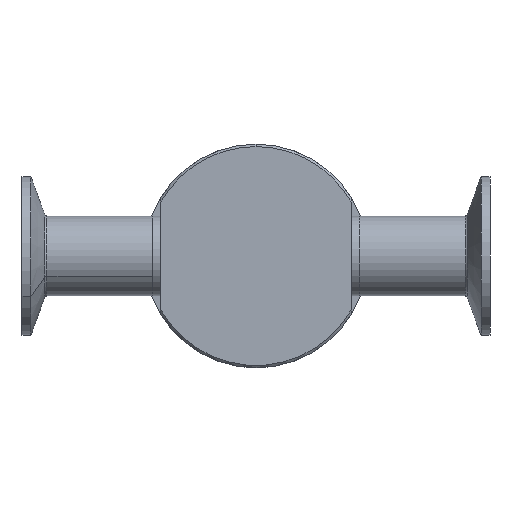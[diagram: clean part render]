
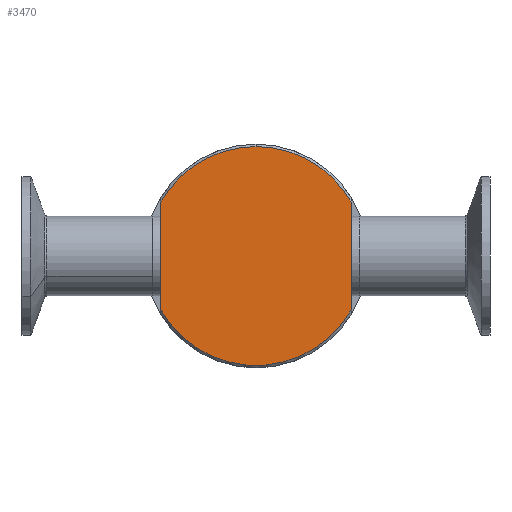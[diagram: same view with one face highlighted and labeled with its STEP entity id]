
A CAD part, front view. The second image highlights one B-rep face of the part: STEP entity #3470.
In plain terms, the highlighted planar face has unit normal (0, -1, 0).
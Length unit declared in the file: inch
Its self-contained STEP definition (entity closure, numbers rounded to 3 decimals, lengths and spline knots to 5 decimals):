
#190 = DIRECTION ( 'NONE',  ( 0., 0., -1. ) ) ;
#247 = EDGE_CURVE ( 'NONE', #318, #1123, #944, .T. ) ;
#318 = VERTEX_POINT ( 'NONE', #3389 ) ;
#511 = EDGE_CURVE ( 'NONE', #633, #3848, #4871, .T. ) ;
#633 = VERTEX_POINT ( 'NONE', #5121 ) ;
#891 = EDGE_CURVE ( 'NONE', #3848, #318, #5103, .T. ) ;
#944 = LINE ( 'NONE', #1179, #4038 ) ;
#951 = DIRECTION ( 'NONE',  ( 0., 1., 0. ) ) ;
#1123 = VERTEX_POINT ( 'NONE', #4074 ) ;
#1131 = DIRECTION ( 'NONE',  ( 0., 0., 1. ) ) ;
#1179 = CARTESIAN_POINT ( 'NONE',  ( 1.2, 0., 0. ) ) ;
#1204 = EDGE_LOOP ( 'NONE', ( #1461, #1795, #3567, #3840, #5133 ) ) ;
#1208 = CARTESIAN_POINT ( 'NONE',  ( -1.2, 0., 0. ) ) ;
#1245 = AXIS2_PLACEMENT_3D ( 'NONE', #2768, #2860, #5243 ) ;
#1431 = PLANE ( 'NONE',  #5385 ) ;
#1461 = ORIENTED_EDGE ( 'NONE', *, *, #891, .T. ) ;
#1795 = ORIENTED_EDGE ( 'NONE', *, *, #247, .T. ) ;
#2542 = DIRECTION ( 'NONE',  ( 0., 0., 1. ) ) ;
#2599 = VECTOR ( 'NONE', #190, 39.37008 ) ;
#2601 = DIRECTION ( 'NONE',  ( 0., -1., 0. ) ) ;
#2768 = CARTESIAN_POINT ( 'NONE',  ( 0., 0., 0. ) ) ;
#2860 = DIRECTION ( 'NONE',  ( 0., -1., 0. ) ) ;
#3003 = DIRECTION ( 'NONE',  ( 0., -1., 0. ) ) ;
#3380 = EDGE_CURVE ( 'NONE', #1123, #4670, #4530, .T. ) ;
#3389 = CARTESIAN_POINT ( 'NONE',  ( 1.2, 0., -0.66098 ) ) ;
#3470 = ADVANCED_FACE ( 'NONE', ( #5692 ), #1431, .F. ) ;
#3567 = ORIENTED_EDGE ( 'NONE', *, *, #3380, .T. ) ;
#3840 = ORIENTED_EDGE ( 'NONE', *, *, #5130, .T. ) ;
#3848 = VERTEX_POINT ( 'NONE', #4212 ) ;
#4038 = VECTOR ( 'NONE', #6058, 39.37008 ) ;
#4074 = CARTESIAN_POINT ( 'NONE',  ( 1.2, 0., 0.66098 ) ) ;
#4094 = AXIS2_PLACEMENT_3D ( 'NONE', #5987, #3003, #2542 ) ;
#4212 = CARTESIAN_POINT ( 'NONE',  ( -1.2, 0., -0.66098 ) ) ;
#4379 = CIRCLE ( 'NONE', #4094, 1.37 ) ;
#4409 = CARTESIAN_POINT ( 'NONE',  ( 0., 0., 0. ) ) ;
#4530 = CIRCLE ( 'NONE', #1245, 1.37 ) ;
#4670 = VERTEX_POINT ( 'NONE', #5979 ) ;
#4871 = LINE ( 'NONE', #1208, #2599 ) ;
#5103 = CIRCLE ( 'NONE', #6188, 1.37 ) ;
#5121 = CARTESIAN_POINT ( 'NONE',  ( -1.2, 0., 0.66098 ) ) ;
#5130 = EDGE_CURVE ( 'NONE', #4670, #633, #4379, .T. ) ;
#5133 = ORIENTED_EDGE ( 'NONE', *, *, #511, .T. ) ;
#5243 = DIRECTION ( 'NONE',  ( 0., 0., 1. ) ) ;
#5385 = AXIS2_PLACEMENT_3D ( 'NONE', #4409, #951, #6315 ) ;
#5508 = CARTESIAN_POINT ( 'NONE',  ( 0., 0., 0. ) ) ;
#5692 = FACE_OUTER_BOUND ( 'NONE', #1204, .T. ) ;
#5979 = CARTESIAN_POINT ( 'NONE',  ( 0., 0., 1.37 ) ) ;
#5987 = CARTESIAN_POINT ( 'NONE',  ( 0., 0., 0. ) ) ;
#6058 = DIRECTION ( 'NONE',  ( 0., 0., 1. ) ) ;
#6188 = AXIS2_PLACEMENT_3D ( 'NONE', #5508, #2601, #1131 ) ;
#6315 = DIRECTION ( 'NONE',  ( 0., 0., 1. ) ) ;
